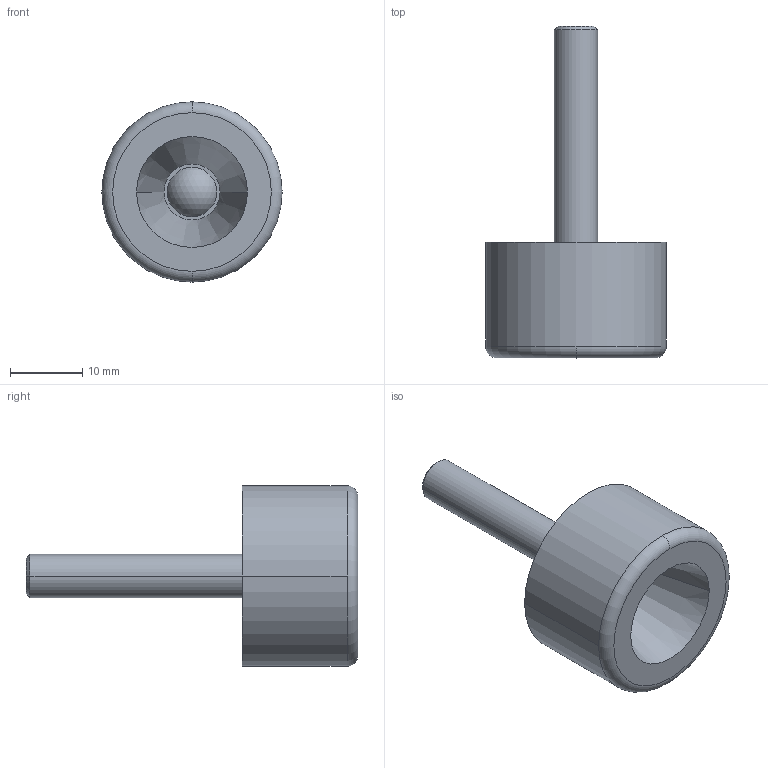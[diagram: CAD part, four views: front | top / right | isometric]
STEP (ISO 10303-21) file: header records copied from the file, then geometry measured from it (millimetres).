
FILE_DESCRIPTION(('STEP AP214'),'1');
FILE_NAME('HALDERN_EH_22594_0015.stp','2020-02-28T09:45:16',('TraceParts'),('TraceParts S.A.'),'Spatial InterOp 3D',' ',' ');
FILE_SCHEMA(('AUTOMOTIVE_DESIGN { 1 0 10303 214 1 1 1 1 }'));
Length unit declared in the file: millimetre
Products named in the file (1): HALDERN_EH_22594_0015
Bounding box: 25 x 46 x 25 mm (x, y, z)
Volume: 7111.1 mm3; surface area: 3397.4 mm2
Topology: 1 solids, 1 shells, 28 faces, 61 edges, 41 vertices
Faces by surface type: plane 13, cylinder 8, cone 4, torus 2, sphere 1
Entity records: 1024 total; most frequent: DIRECTION 150, CARTESIAN_POINT 131, ORIENTED_EDGE 122, EDGE_CURVE 61, AXIS2_PLACEMENT_3D 60, VERTEX_POINT 41, EDGE_LOOP 34, CIRCLE 31
